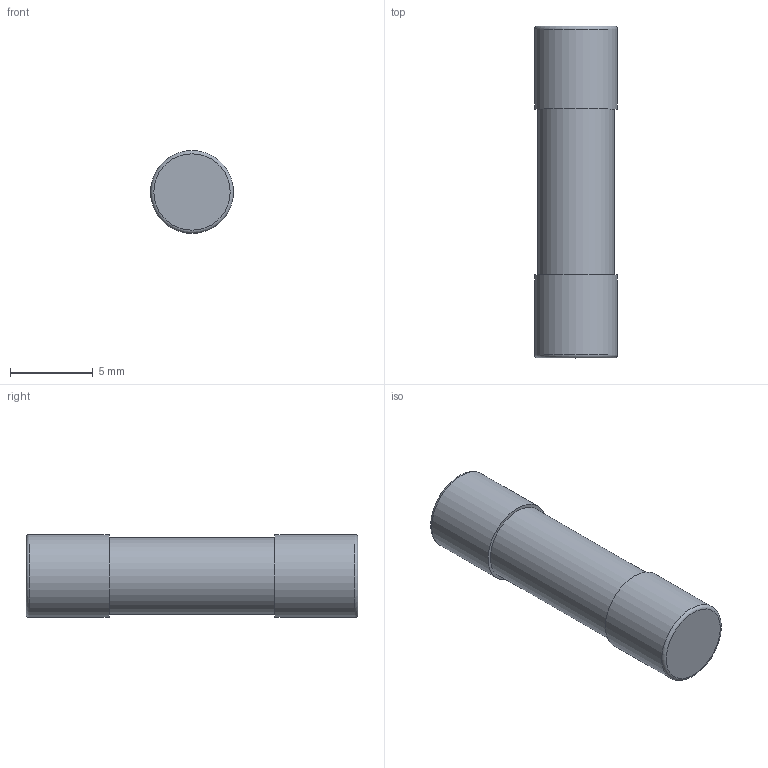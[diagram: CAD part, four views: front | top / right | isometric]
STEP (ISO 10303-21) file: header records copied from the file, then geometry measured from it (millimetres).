
FILE_DESCRIPTION(('FreeCAD Model'),'2;1');
FILE_NAME('Fuse_5x20.step','2021-02-16T16:57:05',('Author'),(''), 'Open CASCADE STEP processor 7.3','FreeCAD','Unknown');
FILE_SCHEMA(('AUTOMOTIVE_DESIGN { 1 0 10303 214 1 1 1 1 }'));
Length unit declared in the file: millimetre
Products named in the file (1): Fuse_5x20
Bounding box: 5 x 20 x 5 mm (x, y, z)
Volume: 90.7 mm3; surface area: 919 mm2
Topology: 3 solids, 3 shells, 16 faces, 22 edges, 14 vertices
Faces by surface type: plane 8, cylinder 6, torus 2
Full cylindrical faces by diameter (mm): 4.2 x1, 4.6 x3, 5 x2
Entity records: 728 total; most frequent: CARTESIAN_POINT 135, DIRECTION 83, ORIENTED_EDGE 44, PCURVE 44, DEFINITIONAL_REPRESENTATION 44, AXIS2_PLACEMENT_3D 33, B_SPLINE_CURVE_WITH_KNOTS 32, CIRCLE 27
